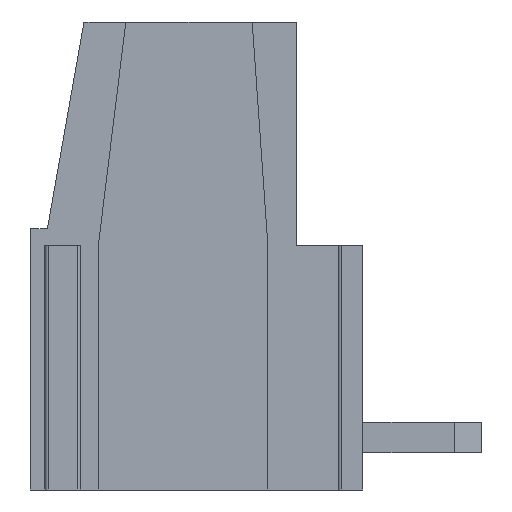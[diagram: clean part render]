
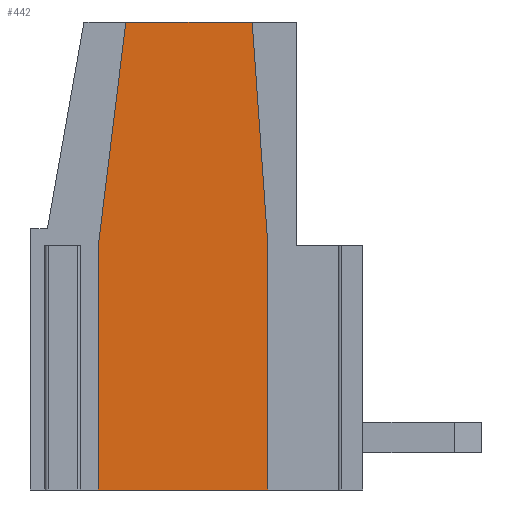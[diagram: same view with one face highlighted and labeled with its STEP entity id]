
A CAD part, left-side view. The second image highlights one B-rep face of the part: STEP entity #442.
In plain terms, the highlighted planar face has unit normal (-1, 0, 0).
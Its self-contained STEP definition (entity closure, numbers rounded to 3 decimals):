
#442 = ADVANCED_FACE( '', ( #907 ), #908, .F. );
#907 = FACE_OUTER_BOUND( '', #1415, .T. );
#908 = PLANE( '', #1416 );
#1415 = EDGE_LOOP( '', ( #2561, #2562, #2563, #2564, #2565, #2566 ) );
#1416 = AXIS2_PLACEMENT_3D( '', #2567, #2568, #2569 );
#2561 = ORIENTED_EDGE( '', *, *, #3238, .T. );
#2562 = ORIENTED_EDGE( '', *, *, #3690, .F. );
#2563 = ORIENTED_EDGE( '', *, *, #3436, .F. );
#2564 = ORIENTED_EDGE( '', *, *, #3431, .F. );
#2565 = ORIENTED_EDGE( '', *, *, #3711, .T. );
#2566 = ORIENTED_EDGE( '', *, *, #3617, .T. );
#2567 = CARTESIAN_POINT( '', ( -3.11, 19.914, -5.23 ) );
#2568 = DIRECTION( '', ( 1., 0., 0. ) );
#2569 = DIRECTION( '', ( 0., -1., 0. ) );
#3238 = EDGE_CURVE( '', #3882, #3879, #3883, .T. );
#3431 = EDGE_CURVE( '', #4226, #4221, #4228, .T. );
#3436 = EDGE_CURVE( '', #4221, #4234, #4235, .T. );
#3617 = EDGE_CURVE( '', #4508, #3882, #4509, .T. );
#3690 = EDGE_CURVE( '', #4234, #3879, #4606, .T. );
#3711 = EDGE_CURVE( '', #4226, #4508, #4633, .T. );
#3879 = VERTEX_POINT( '', #4829 );
#3882 = VERTEX_POINT( '', #4833 );
#3883 = LINE( '', #4834, #4835 );
#4221 = VERTEX_POINT( '', #5328 );
#4226 = VERTEX_POINT( '', #5335 );
#4228 = LINE( '', #5338, #5339 );
#4234 = VERTEX_POINT( '', #5348 );
#4235 = LINE( '', #5349, #5350 );
#4508 = VERTEX_POINT( '', #5749 );
#4509 = LINE( '', #5750, #5751 );
#4606 = LINE( '', #5900, #5901 );
#4633 = LINE( '', #5941, #5942 );
#4829 = CARTESIAN_POINT( '', ( -3.11, -2., 7.2 ) );
#4833 = CARTESIAN_POINT( '', ( -3.11, -2.81, 13.8 ) );
#4834 = CARTESIAN_POINT( '', ( -3.11, 0.296, -11.5 ) );
#4835 = VECTOR( '', #6175, 1000. );
#5328 = CARTESIAN_POINT( '', ( -3.11, -7., 0. ) );
#5335 = CARTESIAN_POINT( '', ( -3.11, -7., 7.2 ) );
#5338 = CARTESIAN_POINT( '', ( -3.11, -7., -11.5 ) );
#5339 = VECTOR( '', #6349, 1000. );
#5348 = CARTESIAN_POINT( '', ( -3.11, -2., 0. ) );
#5349 = CARTESIAN_POINT( '', ( -3.11, 0., 0. ) );
#5350 = VECTOR( '', #6353, 1000. );
#5749 = CARTESIAN_POINT( '', ( -3.11, -6.538, 13.8 ) );
#5750 = CARTESIAN_POINT( '', ( -3.11, 0., 13.8 ) );
#5751 = VECTOR( '', #6537, 1000. );
#5900 = CARTESIAN_POINT( '', ( -3.11, -2., -11.5 ) );
#5901 = VECTOR( '', #6593, 1000. );
#5941 = CARTESIAN_POINT( '', ( -3.11, -8.308, -11.5 ) );
#5942 = VECTOR( '', #6610, 1000. );
#6175 = DIRECTION( '', ( 0., 0.122, -0.993 ) );
#6349 = DIRECTION( '', ( 0., 0., -1. ) );
#6353 = DIRECTION( '', ( 0., 1., 0. ) );
#6537 = DIRECTION( '', ( 0., 1., 0. ) );
#6593 = DIRECTION( '', ( 0., 0., 1. ) );
#6610 = DIRECTION( '', ( 0., 0.07, 0.998 ) );
